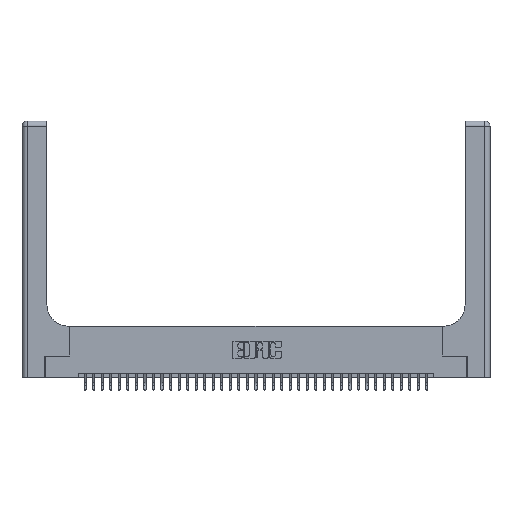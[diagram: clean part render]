
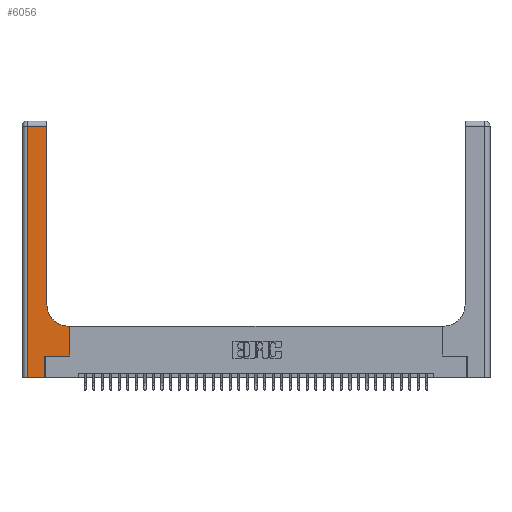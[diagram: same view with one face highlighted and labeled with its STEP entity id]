
A CAD part, top view. The second image highlights one B-rep face of the part: STEP entity #6056.
In plain terms, the highlighted planar face has unit normal (0, 0, 1).
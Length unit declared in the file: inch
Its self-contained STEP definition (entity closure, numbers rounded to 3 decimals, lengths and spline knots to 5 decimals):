
#349 = VECTOR ( 'NONE', #18883, 39.37008 ) ;
#498 = DIRECTION ( 'NONE',  ( 1., 0., 0. ) ) ;
#1232 = VECTOR ( 'NONE', #30536, 39.37008 ) ;
#1303 = CARTESIAN_POINT ( 'NONE',  ( 0.269, 0.25, 0.37 ) ) ;
#2019 = CARTESIAN_POINT ( 'NONE',  ( 0.2915, 2.94, 0.37 ) ) ;
#2021 = DIRECTION ( 'NONE',  ( -1., 0., 0. ) ) ;
#2377 = VERTEX_POINT ( 'NONE', #20906 ) ;
#3640 = LINE ( 'NONE', #12913, #19222 ) ;
#3906 = VECTOR ( 'NONE', #9388, 39.37008 ) ;
#4297 = FACE_OUTER_BOUND ( 'NONE', #11953, .T. ) ;
#6056 = ADVANCED_FACE ( 'NONE', ( #4297 ), #9859, .F. ) ;
#6607 = ORIENTED_EDGE ( 'NONE', *, *, #16479, .T. ) ;
#6733 = VERTEX_POINT ( 'NONE', #24527 ) ;
#7103 = ORIENTED_EDGE ( 'NONE', *, *, #9541, .T. ) ;
#7284 = CARTESIAN_POINT ( 'NONE',  ( 0.5585, 0.25, 0.37 ) ) ;
#7826 = CARTESIAN_POINT ( 'NONE',  ( 0.5585, 0.6, 0.37 ) ) ;
#7855 = VERTEX_POINT ( 'NONE', #2019 ) ;
#8482 = VECTOR ( 'NONE', #25290, 39.37008 ) ;
#8903 = ORIENTED_EDGE ( 'NONE', *, *, #37401, .T. ) ;
#8979 = CARTESIAN_POINT ( 'NONE',  ( 0.269, 0., 0.37 ) ) ;
#9388 = DIRECTION ( 'NONE',  ( 0., -1., 0. ) ) ;
#9541 = EDGE_CURVE ( 'NONE', #13004, #36230, #20977, .T. ) ;
#9853 = ORIENTED_EDGE ( 'NONE', *, *, #28363, .T. ) ;
#9859 = PLANE ( 'NONE',  #14728 ) ;
#10082 = LINE ( 'NONE', #7284, #1232 ) ;
#10282 = VERTEX_POINT ( 'NONE', #11018 ) ;
#11018 = CARTESIAN_POINT ( 'NONE',  ( 0.5585, 0.25, 0.37 ) ) ;
#11425 = LINE ( 'NONE', #36922, #33610 ) ;
#11685 = ORIENTED_EDGE ( 'NONE', *, *, #22089, .T. ) ;
#11953 = EDGE_LOOP ( 'NONE', ( #35160, #29334, #8903, #9853, #11685, #6607, #27574, #13050, #7103 ) ) ;
#12077 = VECTOR ( 'NONE', #30426, 39.37008 ) ;
#12771 = DIRECTION ( 'NONE',  ( 0., 0., -1. ) ) ;
#12913 = CARTESIAN_POINT ( 'NONE',  ( 0.2915, 0.6, 0.37 ) ) ;
#13004 = VERTEX_POINT ( 'NONE', #17662 ) ;
#13050 = ORIENTED_EDGE ( 'NONE', *, *, #30744, .T. ) ;
#13723 = CARTESIAN_POINT ( 'NONE',  ( 0.2915, 3., 0.37 ) ) ;
#14053 = AXIS2_PLACEMENT_3D ( 'NONE', #35403, #18097, #498 ) ;
#14494 = VERTEX_POINT ( 'NONE', #36417 ) ;
#14728 = AXIS2_PLACEMENT_3D ( 'NONE', #35774, #12771, #33020 ) ;
#15038 = CARTESIAN_POINT ( 'NONE',  ( 0.2915, 0.85, 0.37 ) ) ;
#16479 = EDGE_CURVE ( 'NONE', #6733, #10282, #31429, .T. ) ;
#17662 = CARTESIAN_POINT ( 'NONE',  ( 0.5415, 0.6, 0.37 ) ) ;
#18097 = DIRECTION ( 'NONE',  ( 0., 0., -1. ) ) ;
#18883 = DIRECTION ( 'NONE',  ( 1., 0., 0. ) ) ;
#19222 = VECTOR ( 'NONE', #33158, 39.37008 ) ;
#19774 = LINE ( 'NONE', #33310, #12077 ) ;
#20784 = EDGE_CURVE ( 'NONE', #36230, #7855, #31645, .T. ) ;
#20906 = CARTESIAN_POINT ( 'NONE',  ( 0.06, 2.94, 0.37 ) ) ;
#20977 = CIRCLE ( 'NONE', #14053, 0.25 ) ;
#21658 = LINE ( 'NONE', #29359, #36062 ) ;
#22089 = EDGE_CURVE ( 'NONE', #23700, #6733, #19774, .T. ) ;
#23700 = VERTEX_POINT ( 'NONE', #8979 ) ;
#24527 = CARTESIAN_POINT ( 'NONE',  ( 0.269, 0.25, 0.37 ) ) ;
#25290 = DIRECTION ( 'NONE',  ( 0., 1., 0. ) ) ;
#27518 = VERTEX_POINT ( 'NONE', #7826 ) ;
#27574 = ORIENTED_EDGE ( 'NONE', *, *, #32682, .T. ) ;
#28363 = EDGE_CURVE ( 'NONE', #14494, #23700, #21658, .T. ) ;
#28651 = LINE ( 'NONE', #32583, #3906 ) ;
#29334 = ORIENTED_EDGE ( 'NONE', *, *, #32851, .T. ) ;
#29359 = CARTESIAN_POINT ( 'NONE',  ( 0., 0., 0.37 ) ) ;
#30426 = DIRECTION ( 'NONE',  ( 0., 1., 0. ) ) ;
#30536 = DIRECTION ( 'NONE',  ( 0., 1., 0. ) ) ;
#30744 = EDGE_CURVE ( 'NONE', #27518, #13004, #3640, .T. ) ;
#31429 = LINE ( 'NONE', #1303, #349 ) ;
#31645 = LINE ( 'NONE', #13723, #8482 ) ;
#32262 = DIRECTION ( 'NONE',  ( 1., 0., 0. ) ) ;
#32583 = CARTESIAN_POINT ( 'NONE',  ( 0.06, 3., 0.37 ) ) ;
#32682 = EDGE_CURVE ( 'NONE', #10282, #27518, #10082, .T. ) ;
#32851 = EDGE_CURVE ( 'NONE', #7855, #2377, #11425, .T. ) ;
#33020 = DIRECTION ( 'NONE',  ( -1., 0., 0. ) ) ;
#33158 = DIRECTION ( 'NONE',  ( -1., 0., 0. ) ) ;
#33310 = CARTESIAN_POINT ( 'NONE',  ( 0.269, 0., 0.37 ) ) ;
#33610 = VECTOR ( 'NONE', #2021, 39.37008 ) ;
#35160 = ORIENTED_EDGE ( 'NONE', *, *, #20784, .T. ) ;
#35403 = CARTESIAN_POINT ( 'NONE',  ( 0.5415, 0.85, 0.37 ) ) ;
#35774 = CARTESIAN_POINT ( 'NONE',  ( 0., 3., 0.37 ) ) ;
#36062 = VECTOR ( 'NONE', #32262, 39.37008 ) ;
#36230 = VERTEX_POINT ( 'NONE', #15038 ) ;
#36417 = CARTESIAN_POINT ( 'NONE',  ( 0.06, 0., 0.37 ) ) ;
#36922 = CARTESIAN_POINT ( 'NONE',  ( 0., 2.94, 0.37 ) ) ;
#37401 = EDGE_CURVE ( 'NONE', #2377, #14494, #28651, .T. ) ;
